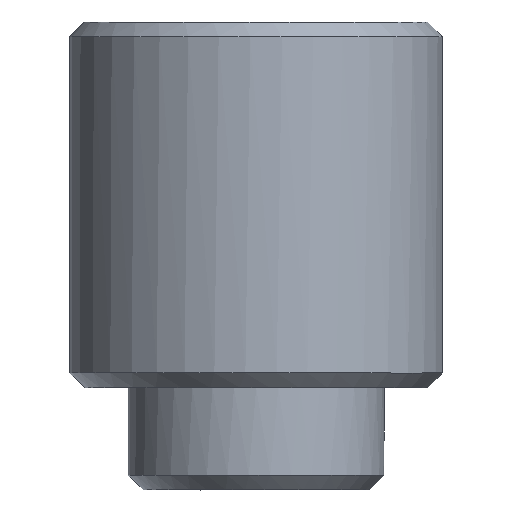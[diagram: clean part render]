
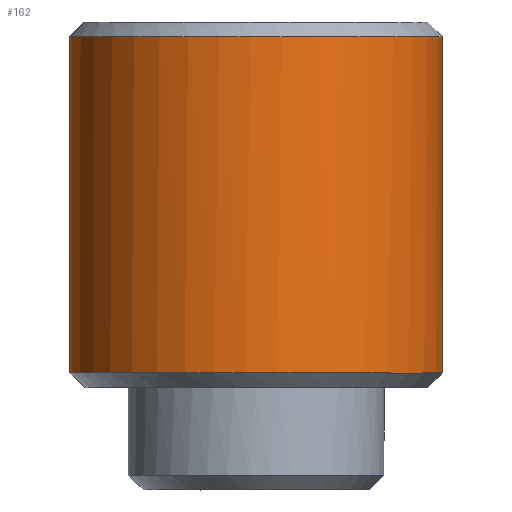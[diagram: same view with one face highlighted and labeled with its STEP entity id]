
A CAD part, front view. The second image highlights one B-rep face of the part: STEP entity #162.
In plain terms, the highlighted cylindrical face has radius 2.55 mm (diameter 5.1 mm), a full revolution.
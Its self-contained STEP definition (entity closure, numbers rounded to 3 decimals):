
#31=FACE_OUTER_BOUND('',#43,.T.);
#43=EDGE_LOOP('',(#135,#136,#137,#138,#139,#140));
#52=LINE('',#296,#59);
#59=VECTOR('',#246,2.55);
#69=CIRCLE('',#191,2.55);
#70=CIRCLE('',#192,2.55);
#73=CIRCLE('',#198,2.55);
#74=CIRCLE('',#199,2.55);
#83=VERTEX_POINT('',#282);
#84=VERTEX_POINT('',#283);
#87=VERTEX_POINT('',#295);
#88=VERTEX_POINT('',#297);
#99=EDGE_CURVE('',#83,#84,#69,.T.);
#101=EDGE_CURVE('',#84,#83,#70,.T.);
#105=EDGE_CURVE('',#83,#87,#52,.T.);
#106=EDGE_CURVE('',#88,#87,#73,.T.);
#107=EDGE_CURVE('',#87,#88,#74,.T.);
#135=ORIENTED_EDGE('',*,*,#99,.F.);
#136=ORIENTED_EDGE('',*,*,#105,.T.);
#137=ORIENTED_EDGE('',*,*,#106,.F.);
#138=ORIENTED_EDGE('',*,*,#107,.F.);
#139=ORIENTED_EDGE('',*,*,#105,.F.);
#140=ORIENTED_EDGE('',*,*,#101,.F.);
#155=CYLINDRICAL_SURFACE('',#197,2.55);
#162=ADVANCED_FACE('',(#31),#155,.T.);
#191=AXIS2_PLACEMENT_3D('',#284,#230,#231);
#192=AXIS2_PLACEMENT_3D('',#286,#233,#234);
#197=AXIS2_PLACEMENT_3D('',#294,#244,#245);
#198=AXIS2_PLACEMENT_3D('',#298,#247,#248);
#199=AXIS2_PLACEMENT_3D('',#299,#249,#250);
#230=DIRECTION('center_axis',(0.,0.,
-1.));
#231=DIRECTION('ref_axis',(-0.814,-0.581,0.));
#233=DIRECTION('center_axis',(0.,0.,
-1.));
#234=DIRECTION('ref_axis',(-0.814,-0.581,0.));
#244=DIRECTION('center_axis',(0.,0.,-1.));
#245=DIRECTION('ref_axis',(1.,0.,0.));
#246=DIRECTION('',(0.,0.,1.));
#247=DIRECTION('center_axis',(0.,0.,
1.));
#248=DIRECTION('ref_axis',(-0.814,0.581,0.));
#249=DIRECTION('center_axis',(0.,0.,
1.));
#250=DIRECTION('ref_axis',(-0.814,0.581,0.));
#282=CARTESIAN_POINT('',(47.45,0.,0.2));
#283=CARTESIAN_POINT('',(52.075,-1.482,0.2));
#284=CARTESIAN_POINT('Origin',(50.,0.,0.2));
#286=CARTESIAN_POINT('Origin',(50.,0.,0.2));
#294=CARTESIAN_POINT('Origin',(50.,0.,-1.012));
#295=CARTESIAN_POINT('',(47.45,0.,4.8));
#296=CARTESIAN_POINT('',(47.45,0.,-1.012));
#297=CARTESIAN_POINT('',(52.075,1.482,4.8));
#298=CARTESIAN_POINT('Origin',(50.,0.,4.8));
#299=CARTESIAN_POINT('Origin',(50.,0.,4.8));
